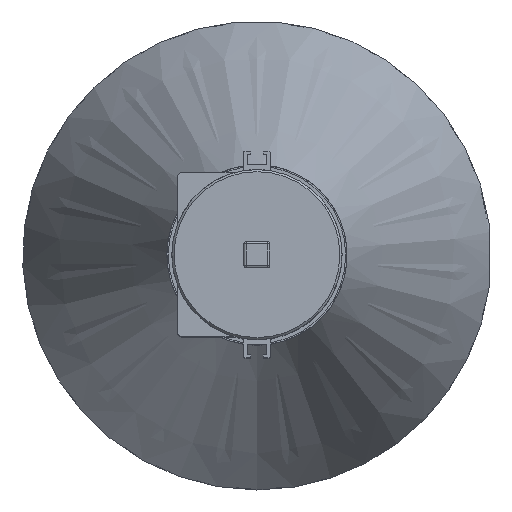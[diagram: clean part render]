
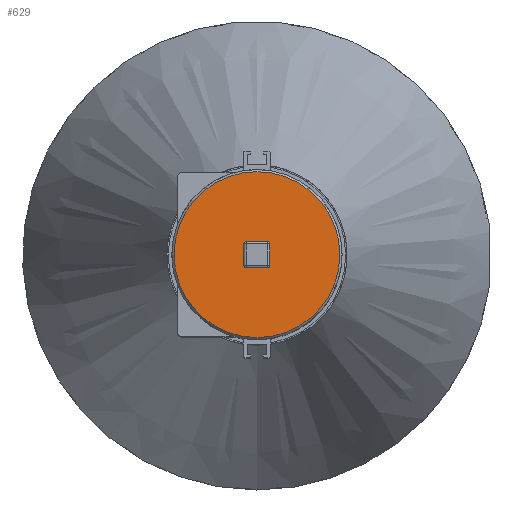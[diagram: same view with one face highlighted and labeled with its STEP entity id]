
A CAD part, top view. The second image highlights one B-rep face of the part: STEP entity #629.
In plain terms, the highlighted planar face has unit normal (0, 0, 1).
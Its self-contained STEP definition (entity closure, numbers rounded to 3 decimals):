
#629=ADVANCED_FACE('',(#2841,#2843),#2845,.F.);
#2841=FACE_BOUND('',#2842,.T.);
#2842=EDGE_LOOP('',(#4644));
#2843=FACE_BOUND('',#2844,.T.);
#2844=EDGE_LOOP('',(#4645,#4646,#4647,#4648,#4649,#4650,#4651,#4652));
#2845=PLANE('',#2846);
#2846=AXIS2_PLACEMENT_3D('',#2847,#2848,#2849);
#2847=CARTESIAN_POINT('',(0.,0.,152.5));
#2848=DIRECTION('',(0.,0.,-1.));
#2849=DIRECTION('',(1.,0.,0.));
#4644=ORIENTED_EDGE('',*,*,#5718,.F.);
#4645=ORIENTED_EDGE('',*,*,#5847,.F.);
#4646=ORIENTED_EDGE('',*,*,#5848,.F.);
#4647=ORIENTED_EDGE('',*,*,#5849,.F.);
#4648=ORIENTED_EDGE('',*,*,#5850,.F.);
#4649=ORIENTED_EDGE('',*,*,#5851,.F.);
#4650=ORIENTED_EDGE('',*,*,#5852,.F.);
#4651=ORIENTED_EDGE('',*,*,#5853,.F.);
#4652=ORIENTED_EDGE('',*,*,#5854,.F.);
#5718=EDGE_CURVE('',#6459,#6459,#6460,.T.);
#5847=EDGE_CURVE('',#6671,#6672,#6673,.F.);
#5848=EDGE_CURVE('',#6674,#6671,#6675,.F.);
#5849=EDGE_CURVE('',#6676,#6674,#6677,.F.);
#5850=EDGE_CURVE('',#6678,#6676,#6679,.F.);
#5851=EDGE_CURVE('',#6680,#6678,#6681,.F.);
#5852=EDGE_CURVE('',#6682,#6680,#6683,.F.);
#5853=EDGE_CURVE('',#6684,#6682,#6685,.F.);
#5854=EDGE_CURVE('',#6672,#6684,#6686,.F.);
#6459=VERTEX_POINT('',#7829);
#6460=CIRCLE('',#7830,57.5);
#6671=VERTEX_POINT('',#8550);
#6672=VERTEX_POINT('',#8551);
#6673=CIRCLE('',#8552,1.5);
#6674=VERTEX_POINT('',#8556);
#6675=LINE('',#8557,#8558);
#6676=VERTEX_POINT('',#8560);
#6677=CIRCLE('',#8561,1.5);
#6678=VERTEX_POINT('',#8565);
#6679=LINE('',#8566,#8567);
#6680=VERTEX_POINT('',#8569);
#6681=CIRCLE('',#8570,1.5);
#6682=VERTEX_POINT('',#8574);
#6683=LINE('',#8575,#8576);
#6684=VERTEX_POINT('',#8578);
#6685=CIRCLE('',#8579,1.5);
#6686=LINE('',#8583,#8584);
#7829=CARTESIAN_POINT('',(57.5,0.,152.5));
#7830=AXIS2_PLACEMENT_3D('',#7831,#7832,#7833);
#7831=CARTESIAN_POINT('',(0.,0.,152.5));
#7832=DIRECTION('',(0.,0.,-1.));
#7833=DIRECTION('',(1.,0.,0.));
#8550=CARTESIAN_POINT('',(-9.,-7.5,152.5));
#8551=CARTESIAN_POINT('',(-7.5,-9.,152.5));
#8552=AXIS2_PLACEMENT_3D('',#8553,#8554,#8555);
#8553=CARTESIAN_POINT('',(-7.5,-7.5,152.5));
#8554=DIRECTION('',(0.,0.,-1.));
#8555=DIRECTION('',(0.,-1.,0.));
#8556=CARTESIAN_POINT('',(-9.,7.5,152.5));
#8557=CARTESIAN_POINT('',(-9.,-7.5,152.5));
#8558=VECTOR('',#8559,1.);
#8559=DIRECTION('',(0.,1.,0.));
#8560=CARTESIAN_POINT('',(-7.5,9.,152.5));
#8561=AXIS2_PLACEMENT_3D('',#8562,#8563,#8564);
#8562=CARTESIAN_POINT('',(-7.5,7.5,152.5));
#8563=DIRECTION('',(0.,0.,-1.));
#8564=DIRECTION('',(-1.,0.,-0.));
#8565=CARTESIAN_POINT('',(7.5,9.,152.5));
#8566=CARTESIAN_POINT('',(-7.5,9.,152.5));
#8567=VECTOR('',#8568,1.);
#8568=DIRECTION('',(1.,0.,0.));
#8569=CARTESIAN_POINT('',(9.,7.5,152.5));
#8570=AXIS2_PLACEMENT_3D('',#8571,#8572,#8573);
#8571=CARTESIAN_POINT('',(7.5,7.5,152.5));
#8572=DIRECTION('',(0.,0.,-1.));
#8573=DIRECTION('',(0.,1.,0.));
#8574=CARTESIAN_POINT('',(9.,-7.5,152.5));
#8575=CARTESIAN_POINT('',(9.,7.5,152.5));
#8576=VECTOR('',#8577,1.);
#8577=DIRECTION('',(0.,-1.,0.));
#8578=CARTESIAN_POINT('',(7.5,-9.,152.5));
#8579=AXIS2_PLACEMENT_3D('',#8580,#8581,#8582);
#8580=CARTESIAN_POINT('',(7.5,-7.5,152.5));
#8581=DIRECTION('',(0.,0.,-1.));
#8582=DIRECTION('',(1.,0.,0.));
#8583=CARTESIAN_POINT('',(7.5,-9.,152.5));
#8584=VECTOR('',#8585,1.);
#8585=DIRECTION('',(-1.,0.,0.));
